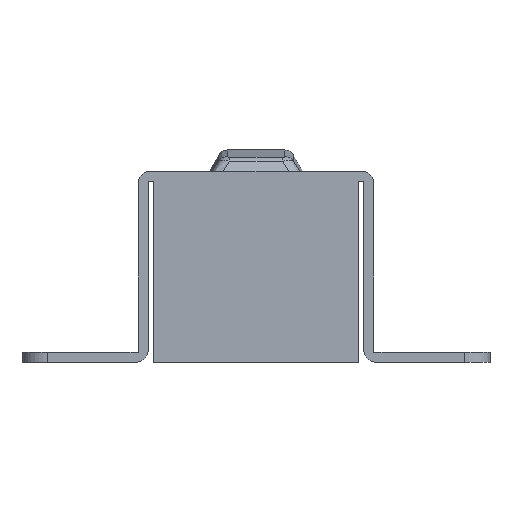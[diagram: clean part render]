
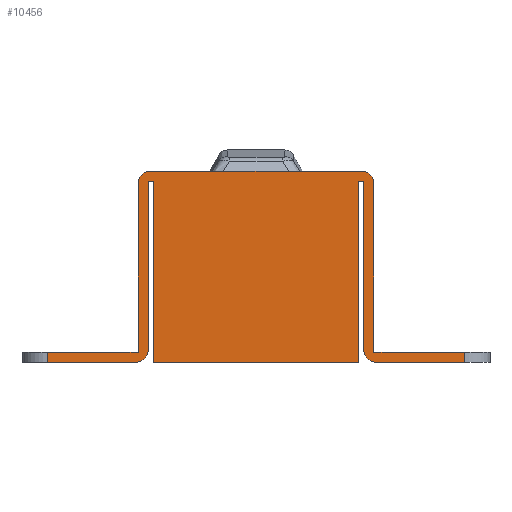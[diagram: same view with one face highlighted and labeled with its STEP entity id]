
A CAD part, front view. The second image highlights one B-rep face of the part: STEP entity #10456.
In plain terms, the highlighted planar face has unit normal (0, -1, 0).
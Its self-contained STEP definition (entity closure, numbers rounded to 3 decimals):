
#1067=LINE('',#13417,#1932);
#1071=LINE('',#13426,#1936);
#1074=LINE('',#13434,#1939);
#1076=LINE('',#13442,#1941);
#1080=LINE('',#13454,#1945);
#1081=LINE('',#13457,#1946);
#1083=LINE('',#13463,#1948);
#1085=LINE('',#13468,#1950);
#1088=LINE('',#13478,#1953);
#1089=LINE('',#13479,#1954);
#1090=LINE('',#13481,#1955);
#1091=LINE('',#13483,#1956);
#1092=LINE('',#13485,#1957);
#1093=LINE('',#13487,#1958);
#1094=LINE('',#13488,#1959);
#1095=LINE('',#13489,#1960);
#1932=VECTOR('',#11653,10.);
#1936=VECTOR('',#11663,10.);
#1939=VECTOR('',#11672,10.);
#1941=VECTOR('',#11680,10.);
#1945=VECTOR('',#11692,10.);
#1946=VECTOR('',#11695,10.);
#1948=VECTOR('',#11701,10.);
#1950=VECTOR('',#11707,10.);
#1953=VECTOR('',#11718,10.);
#1954=VECTOR('',#11719,10.);
#1955=VECTOR('',#11720,10.);
#1956=VECTOR('',#11721,10.);
#1957=VECTOR('',#11722,10.);
#1958=VECTOR('',#11723,10.);
#1959=VECTOR('',#11724,10.);
#1960=VECTOR('',#11725,10.);
#2894=FACE_OUTER_BOUND('',#3492,.T.);
#3492=EDGE_LOOP('',(#7164,#7165,#7166,#7167,#7168,#7169,#7170,#7171,#7172,
#7173,#7174,#7175,#7176,#7177,#7178,#7179,#7180,#7181,#7182,#7183));
#4122=CIRCLE('',#11117,1.);
#4123=CIRCLE('',#11120,1.);
#4124=CIRCLE('',#11123,1.);
#4128=CIRCLE('',#11130,1.);
#4264=VERTEX_POINT('',#13408);
#4265=VERTEX_POINT('',#13410);
#4266=VERTEX_POINT('',#13414);
#4267=VERTEX_POINT('',#13416);
#4268=VERTEX_POINT('',#13420);
#4269=VERTEX_POINT('',#13424);
#4270=VERTEX_POINT('',#13428);
#4271=VERTEX_POINT('',#13432);
#4274=VERTEX_POINT('',#13440);
#4276=VERTEX_POINT('',#13446);
#4277=VERTEX_POINT('',#13448);
#4278=VERTEX_POINT('',#13452);
#4279=VERTEX_POINT('',#13456);
#4280=VERTEX_POINT('',#13460);
#4284=VERTEX_POINT('',#13476);
#4285=VERTEX_POINT('',#13477);
#4286=VERTEX_POINT('',#13480);
#4287=VERTEX_POINT('',#13482);
#4288=VERTEX_POINT('',#13484);
#4289=VERTEX_POINT('',#13486);
#5381=EDGE_CURVE('',#4265,#4264,#4122,.T.);
#5384=EDGE_CURVE('',#4267,#4266,#1067,.T.);
#5387=EDGE_CURVE('',#4266,#4268,#4123,.T.);
#5389=EDGE_CURVE('',#4268,#4269,#1071,.T.);
#5391=EDGE_CURVE('',#4269,#4270,#4124,.T.);
#5393=EDGE_CURVE('',#4270,#4271,#1074,.T.);
#5397=EDGE_CURVE('',#4271,#4274,#1076,.T.);
#5400=EDGE_CURVE('',#4277,#4276,#4128,.T.);
#5403=EDGE_CURVE('',#4276,#4278,#1080,.T.);
#5404=EDGE_CURVE('',#4279,#4265,#1081,.T.);
#5407=EDGE_CURVE('',#4274,#4280,#1083,.T.);
#5410=EDGE_CURVE('',#4280,#4277,#1085,.T.);
#5414=EDGE_CURVE('',#4284,#4285,#1088,.T.);
#5415=EDGE_CURVE('',#4267,#4284,#1089,.T.);
#5416=EDGE_CURVE('',#4286,#4278,#1090,.T.);
#5417=EDGE_CURVE('',#4287,#4286,#1091,.T.);
#5418=EDGE_CURVE('',#4288,#4287,#1092,.T.);
#5419=EDGE_CURVE('',#4288,#4289,#1093,.T.);
#5420=EDGE_CURVE('',#4279,#4289,#1094,.T.);
#5421=EDGE_CURVE('',#4285,#4264,#1095,.T.);
#7164=ORIENTED_EDGE('',*,*,#5414,.F.);
#7165=ORIENTED_EDGE('',*,*,#5415,.F.);
#7166=ORIENTED_EDGE('',*,*,#5384,.T.);
#7167=ORIENTED_EDGE('',*,*,#5387,.T.);
#7168=ORIENTED_EDGE('',*,*,#5389,.T.);
#7169=ORIENTED_EDGE('',*,*,#5391,.T.);
#7170=ORIENTED_EDGE('',*,*,#5393,.T.);
#7171=ORIENTED_EDGE('',*,*,#5397,.T.);
#7172=ORIENTED_EDGE('',*,*,#5407,.T.);
#7173=ORIENTED_EDGE('',*,*,#5410,.T.);
#7174=ORIENTED_EDGE('',*,*,#5400,.T.);
#7175=ORIENTED_EDGE('',*,*,#5403,.T.);
#7176=ORIENTED_EDGE('',*,*,#5416,.F.);
#7177=ORIENTED_EDGE('',*,*,#5417,.F.);
#7178=ORIENTED_EDGE('',*,*,#5418,.F.);
#7179=ORIENTED_EDGE('',*,*,#5419,.T.);
#7180=ORIENTED_EDGE('',*,*,#5420,.F.);
#7181=ORIENTED_EDGE('',*,*,#5404,.T.);
#7182=ORIENTED_EDGE('',*,*,#5381,.T.);
#7183=ORIENTED_EDGE('',*,*,#5421,.F.);
#10203=PLANE('',#11140);
#10456=ADVANCED_FACE('',(#2894),#10203,.T.);
#11117=AXIS2_PLACEMENT_3D('',#13411,#11647,#11648);
#11120=AXIS2_PLACEMENT_3D('',#13422,#11658,#11659);
#11123=AXIS2_PLACEMENT_3D('',#13430,#11667,#11668);
#11130=AXIS2_PLACEMENT_3D('',#13449,#11686,#11687);
#11140=AXIS2_PLACEMENT_3D('',#13475,#11716,#11717);
#11647=DIRECTION('center_axis',(0.,-1.,0.));
#11648=DIRECTION('ref_axis',(0.,0.,-1.));
#11653=DIRECTION('',(0.,0.,1.));
#11658=DIRECTION('center_axis',(0.,-1.,0.));
#11659=DIRECTION('ref_axis',(0.,0.,1.));
#11663=DIRECTION('',(-1.,0.,0.));
#11667=DIRECTION('center_axis',(0.,-1.,0.));
#11668=DIRECTION('ref_axis',(-1.,0.,0.));
#11672=DIRECTION('',(0.,0.,-1.));
#11680=DIRECTION('',(-1.,0.,0.));
#11686=DIRECTION('center_axis',(0.,-1.,0.));
#11687=DIRECTION('ref_axis',(1.,0.,0.));
#11692=DIRECTION('',(0.,0.,1.));
#11695=DIRECTION('',(0.,0.,-1.));
#11701=DIRECTION('',(0.,0.,-1.));
#11707=DIRECTION('',(1.,0.,0.));
#11716=DIRECTION('center_axis',(0.,-1.,0.));
#11717=DIRECTION('ref_axis',(0.,0.,1.));
#11718=DIRECTION('',(0.,0.,-1.));
#11719=DIRECTION('',(1.,0.,0.));
#11720=DIRECTION('',(-1.,0.,0.));
#11721=DIRECTION('',(0.,0.,1.));
#11722=DIRECTION('',(-1.,0.,0.));
#11723=DIRECTION('',(0.,0.,1.));
#11724=DIRECTION('',(-1.,0.,0.));
#11725=DIRECTION('',(-1.,0.,0.));
#13408=CARTESIAN_POINT('',(9.45,-58.,0.));
#13410=CARTESIAN_POINT('',(8.45,-58.,1.));
#13411=CARTESIAN_POINT('Origin',(9.45,-58.,1.));
#13414=CARTESIAN_POINT('',(9.25,-58.,14.));
#13416=CARTESIAN_POINT('',(9.25,-58.,0.8));
#13417=CARTESIAN_POINT('',(9.25,-58.,0.8));
#13420=CARTESIAN_POINT('',(8.25,-58.,15.));
#13422=CARTESIAN_POINT('Origin',(8.25,-58.,14.));
#13424=CARTESIAN_POINT('',(-8.25,-58.,15.));
#13426=CARTESIAN_POINT('',(8.25,-58.,15.));
#13428=CARTESIAN_POINT('',(-9.25,-58.,14.));
#13430=CARTESIAN_POINT('Origin',(-8.25,-58.,14.));
#13432=CARTESIAN_POINT('',(-9.25,-58.,0.8));
#13434=CARTESIAN_POINT('',(-9.25,-58.,14.));
#13440=CARTESIAN_POINT('',(-16.35,-58.,0.8));
#13442=CARTESIAN_POINT('',(-9.25,-58.,0.8));
#13446=CARTESIAN_POINT('',(-8.45,-58.,1.));
#13448=CARTESIAN_POINT('',(-9.45,-58.,0.));
#13449=CARTESIAN_POINT('Origin',(-9.45,-58.,1.));
#13452=CARTESIAN_POINT('',(-8.45,-58.,14.2));
#13454=CARTESIAN_POINT('',(-8.45,-58.,1.));
#13456=CARTESIAN_POINT('',(8.45,-58.,14.2));
#13457=CARTESIAN_POINT('',(8.45,-58.,14.2));
#13460=CARTESIAN_POINT('',(-16.35,-58.,0.));
#13463=CARTESIAN_POINT('',(-16.35,-58.,0.8));
#13468=CARTESIAN_POINT('',(-16.35,-58.,0.));
#13475=CARTESIAN_POINT('Origin',(19.74,-58.,16.62));
#13476=CARTESIAN_POINT('',(16.35,-58.,0.8));
#13477=CARTESIAN_POINT('',(16.35,-58.,0.));
#13478=CARTESIAN_POINT('',(16.35,-58.,0.8));
#13479=CARTESIAN_POINT('',(9.25,-58.,0.8));
#13480=CARTESIAN_POINT('',(-8.05,-58.,14.2));
#13481=CARTESIAN_POINT('',(-8.05,-58.,14.2));
#13482=CARTESIAN_POINT('',(-8.05,-58.,0.));
#13483=CARTESIAN_POINT('',(-8.05,-58.,0.));
#13484=CARTESIAN_POINT('',(8.05,-58.,0.));
#13485=CARTESIAN_POINT('',(8.05,-58.,0.));
#13486=CARTESIAN_POINT('',(8.05,-58.,14.2));
#13487=CARTESIAN_POINT('',(8.05,-58.,0.));
#13488=CARTESIAN_POINT('',(8.45,-58.,14.2));
#13489=CARTESIAN_POINT('',(16.35,-58.,0.));
